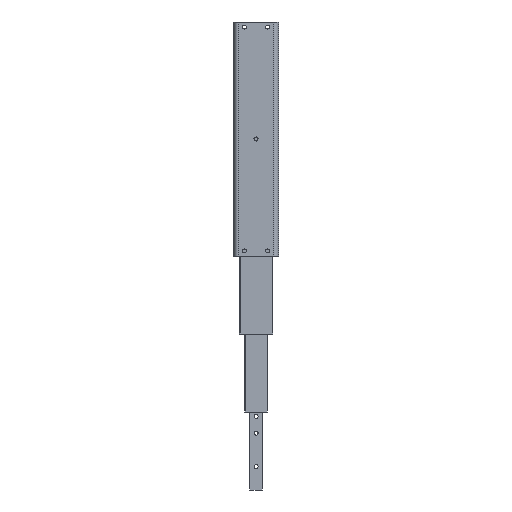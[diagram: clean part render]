
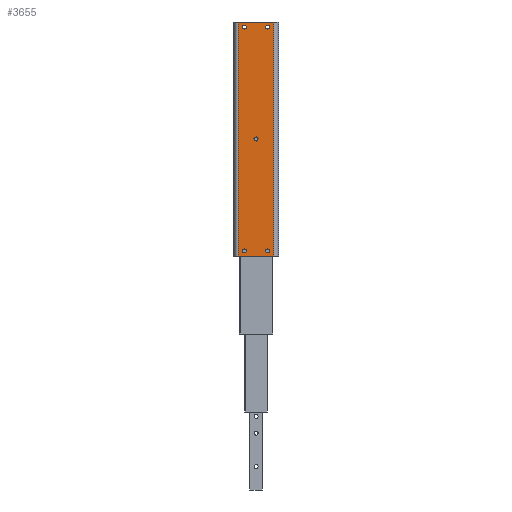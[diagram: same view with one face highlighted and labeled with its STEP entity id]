
A CAD part, left-side view. The second image highlights one B-rep face of the part: STEP entity #3655.
In plain terms, the highlighted planar face has unit normal (-1, 0, 0).
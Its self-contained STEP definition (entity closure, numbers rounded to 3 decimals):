
#31 = DIRECTION ( 'NONE',  ( 1., 0., 0. ) ) ;
#36 = DIRECTION ( 'NONE',  ( 0., 0., -1. ) ) ;
#42 = CARTESIAN_POINT ( 'NONE',  ( 0., -17.5, 342.5 ) ) ;
#46 = DIRECTION ( 'NONE',  ( 0., 0., 1. ) ) ;
#47 = DIRECTION ( 'NONE',  ( 1., 0., 0. ) ) ;
#126 = VERTEX_POINT ( 'NONE', #440 ) ;
#161 = VERTEX_POINT ( 'NONE', #459 ) ;
#189 = VERTEX_POINT ( 'NONE', #638 ) ;
#261 = VERTEX_POINT ( 'NONE', #661 ) ;
#440 = CARTESIAN_POINT ( 'NONE',  ( 0., 26.848, 350. ) ) ;
#459 = CARTESIAN_POINT ( 'NONE',  ( 0., -26.848, 350. ) ) ;
#541 = CARTESIAN_POINT ( 'NONE',  ( 0., 0., 175. ) ) ;
#580 = DIRECTION ( 'NONE',  ( 0., 0., -1. ) ) ;
#590 = DIRECTION ( 'NONE',  ( 1., 0., 0. ) ) ;
#638 = CARTESIAN_POINT ( 'NONE',  ( 0., 26.848, 0. ) ) ;
#661 = CARTESIAN_POINT ( 'NONE',  ( 0., -26.848, 0. ) ) ;
#1053 = DIRECTION ( 'NONE',  ( 1., 0., 0. ) ) ;
#1055 = DIRECTION ( 'NONE',  ( 0., 0., 1. ) ) ;
#1060 = CARTESIAN_POINT ( 'NONE',  ( 0., 17.5, 342.5 ) ) ;
#1071 = CARTESIAN_POINT ( 'NONE',  ( 0., -17.5, 7.5 ) ) ;
#1093 = EDGE_LOOP ( 'NONE', ( #3158 ) ) ;
#1140 = EDGE_CURVE ( 'NONE', #2541, #2541, #3457, .T. ) ;
#1187 = EDGE_CURVE ( 'NONE', #2547, #2547, #3533, .T. ) ;
#1209 = EDGE_CURVE ( 'NONE', #2553, #2553, #1290, .T. ) ;
#1210 = EDGE_CURVE ( 'NONE', #2555, #2555, #1292, .T. ) ;
#1213 = EDGE_CURVE ( 'NONE', #161, #261, #3560, .T. ) ;
#1267 = EDGE_CURVE ( 'NONE', #126, #189, #1379, .T. ) ;
#1290 = CIRCLE ( 'NONE', #2816, 3. ) ;
#1292 = CIRCLE ( 'NONE', #2820, 3. ) ;
#1379 = LINE ( 'NONE', #1912, #1380 ) ;
#1380 = VECTOR ( 'NONE', #1913, 1000. ) ;
#1466 = VECTOR ( 'NONE', #2046, 1000. ) ;
#1467 = LINE ( 'NONE', #2045, #1466 ) ;
#1483 = CIRCLE ( 'NONE', #2864, 3. ) ;
#1527 = LINE ( 'NONE', #2132, #1530 ) ;
#1530 = VECTOR ( 'NONE', #2133, 1000. ) ;
#1607 = FACE_BOUND ( 'NONE', #1093, .T. ) ;
#1610 = FACE_OUTER_BOUND ( 'NONE', #2971, .T. ) ;
#1611 = FACE_BOUND ( 'NONE', #3016, .T. ) ;
#1613 = FACE_BOUND ( 'NONE', #3007, .T. ) ;
#1615 = FACE_BOUND ( 'NONE', #3000, .T. ) ;
#1617 = FACE_BOUND ( 'NONE', #2997, .T. ) ;
#1912 = CARTESIAN_POINT ( 'NONE',  ( 0., 26.848, 350. ) ) ;
#1913 = DIRECTION ( 'NONE',  ( 0., 0., -1. ) ) ;
#2045 = CARTESIAN_POINT ( 'NONE',  ( 0., 26.848, 0. ) ) ;
#2046 = DIRECTION ( 'NONE',  ( 0., -1., 0. ) ) ;
#2049 = CARTESIAN_POINT ( 'NONE',  ( 0., 17.5, 7.5 ) ) ;
#2061 = DIRECTION ( 'NONE',  ( 1., 0., 0. ) ) ;
#2062 = DIRECTION ( 'NONE',  ( 0., 0., -1. ) ) ;
#2132 = CARTESIAN_POINT ( 'NONE',  ( 0., 26.848, 350. ) ) ;
#2133 = DIRECTION ( 'NONE',  ( 0., -1., 0. ) ) ;
#2269 = CARTESIAN_POINT ( 'NONE',  ( 0., 26.848, 350. ) ) ;
#2270 = PLANE ( 'NONE',  #2916 ) ;
#2272 = DIRECTION ( 'NONE',  ( 1., 0., 0. ) ) ;
#2273 = DIRECTION ( 'NONE',  ( 0., 0., -1. ) ) ;
#2541 = VERTEX_POINT ( 'NONE', #2542 ) ;
#2542 = CARTESIAN_POINT ( 'NONE',  ( 0., 0., 172. ) ) ;
#2547 = VERTEX_POINT ( 'NONE', #2548 ) ;
#2548 = CARTESIAN_POINT ( 'NONE',  ( 0., -17.5, 10.5 ) ) ;
#2553 = VERTEX_POINT ( 'NONE', #2554 ) ;
#2554 = CARTESIAN_POINT ( 'NONE',  ( 0., -17.5, 345.5 ) ) ;
#2555 = VERTEX_POINT ( 'NONE', #2556 ) ;
#2556 = CARTESIAN_POINT ( 'NONE',  ( 0., 17.5, 339.5 ) ) ;
#2579 = VERTEX_POINT ( 'NONE', #2580 ) ;
#2580 = CARTESIAN_POINT ( 'NONE',  ( 0., 17.5, 4.5 ) ) ;
#2716 = EDGE_CURVE ( 'NONE', #189, #261, #1467, .T. ) ;
#2723 = EDGE_CURVE ( 'NONE', #2579, #2579, #1483, .T. ) ;
#2753 = EDGE_CURVE ( 'NONE', #126, #161, #1527, .T. ) ;
#2791 = AXIS2_PLACEMENT_3D ( 'NONE', #541, #590, #580 ) ;
#2809 = AXIS2_PLACEMENT_3D ( 'NONE', #1071, #1053, #1055 ) ;
#2816 = AXIS2_PLACEMENT_3D ( 'NONE', #42, #47, #46 ) ;
#2820 = AXIS2_PLACEMENT_3D ( 'NONE', #1060, #31, #36 ) ;
#2864 = AXIS2_PLACEMENT_3D ( 'NONE', #2049, #2061, #2062 ) ;
#2916 = AXIS2_PLACEMENT_3D ( 'NONE', #2269, #2272, #2273 ) ;
#2971 = EDGE_LOOP ( 'NONE', ( #3163, #3164, #3165, #3166 ) ) ;
#2997 = EDGE_LOOP ( 'NONE', ( #3161 ) ) ;
#3000 = EDGE_LOOP ( 'NONE', ( #3160 ) ) ;
#3007 = EDGE_LOOP ( 'NONE', ( #3159 ) ) ;
#3016 = EDGE_LOOP ( 'NONE', ( #3162 ) ) ;
#3158 = ORIENTED_EDGE ( 'NONE', *, *, #1209, .T. ) ;
#3159 = ORIENTED_EDGE ( 'NONE', *, *, #1140, .T. ) ;
#3160 = ORIENTED_EDGE ( 'NONE', *, *, #1210, .T. ) ;
#3161 = ORIENTED_EDGE ( 'NONE', *, *, #1187, .T. ) ;
#3162 = ORIENTED_EDGE ( 'NONE', *, *, #2723, .T. ) ;
#3163 = ORIENTED_EDGE ( 'NONE', *, *, #2716, .T. ) ;
#3164 = ORIENTED_EDGE ( 'NONE', *, *, #1213, .F. ) ;
#3165 = ORIENTED_EDGE ( 'NONE', *, *, #2753, .F. ) ;
#3166 = ORIENTED_EDGE ( 'NONE', *, *, #1267, .T. ) ;
#3457 = CIRCLE ( 'NONE', #2791, 3. ) ;
#3533 = CIRCLE ( 'NONE', #2809, 3. ) ;
#3557 = VECTOR ( 'NONE', #3618, 1000. ) ;
#3560 = LINE ( 'NONE', #3619, #3557 ) ;
#3618 = DIRECTION ( 'NONE',  ( 0., 0., -1. ) ) ;
#3619 = CARTESIAN_POINT ( 'NONE',  ( 0., -26.848, 350. ) ) ;
#3655 = ADVANCED_FACE ( 'NONE', ( #1607, #1613, #1615, #1617, #1611, #1610 ), #2270, .F. ) ;
